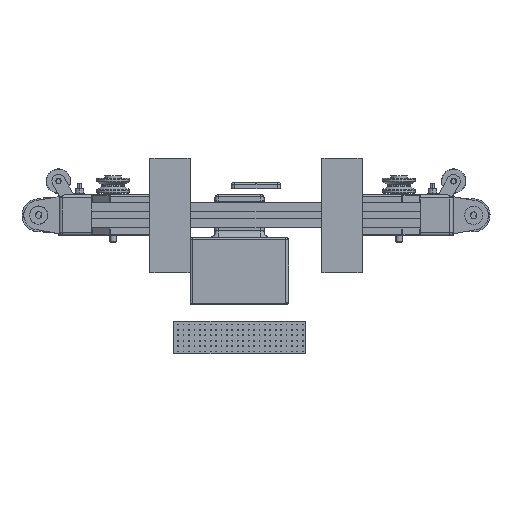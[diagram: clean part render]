
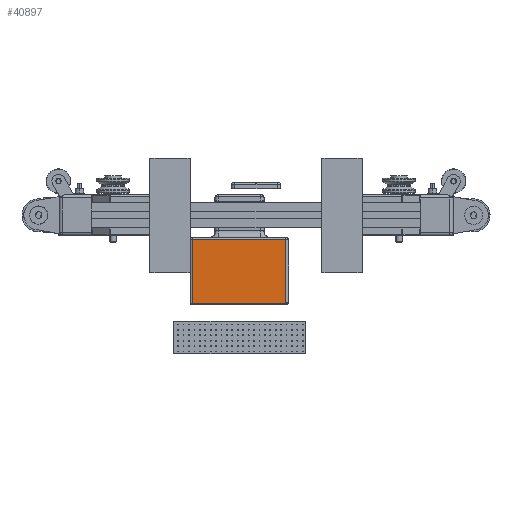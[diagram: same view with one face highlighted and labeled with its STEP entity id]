
A CAD part, front view. The second image highlights one B-rep face of the part: STEP entity #40897.
In plain terms, the highlighted planar face has unit normal (0, -1, 0).
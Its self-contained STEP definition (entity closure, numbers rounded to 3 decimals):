
#39206=DIRECTION('',(0.,0.,-1.));
#39207=VECTOR('',#39206,78.);
#39208=CARTESIAN_POINT('',(57.8,0.,
39.));
#39209=LINE('',#39208,#39207);
#39210=DIRECTION('',(-1.,0.,
0.));
#39211=VECTOR('',#39210,113.8);
#39212=CARTESIAN_POINT('',(57.8,0.,
-39.));
#39213=LINE('',#39212,#39211);
#39214=DIRECTION('',(0.,0.,1.));
#39215=VECTOR('',#39214,78.);
#39216=CARTESIAN_POINT('',(-56.,0.,
-39.));
#39217=LINE('',#39216,#39215);
#39218=DIRECTION('',(1.,0.,0.));
#39219=VECTOR('',#39218,113.8);
#39220=CARTESIAN_POINT('',(-56.,0.,
39.));
#39221=LINE('',#39220,#39219);
#40678=CARTESIAN_POINT('',(-56.,0.,
-39.));
#40679=CARTESIAN_POINT('',(-56.,0.,
39.));
#40680=VERTEX_POINT('',#40678);
#40681=VERTEX_POINT('',#40679);
#40844=CARTESIAN_POINT('',(57.8,0.,
39.));
#40845=CARTESIAN_POINT('',(57.8,0.,
-39.));
#40846=VERTEX_POINT('',#40844);
#40847=VERTEX_POINT('',#40845);
#40882=CARTESIAN_POINT('',(0.,0.,0.));
#40883=DIRECTION('',(0.,1.,0.));
#40884=DIRECTION('',(1.,0.,0.));
#40885=AXIS2_PLACEMENT_3D('',#40882,#40883,#40884);
#40886=PLANE('',#40885);
#40888=ORIENTED_EDGE('',*,*,#40887,.T.);
#40890=ORIENTED_EDGE('',*,*,#40889,.T.);
#40892=ORIENTED_EDGE('',*,*,#40891,.T.);
#40894=ORIENTED_EDGE('',*,*,#40893,.T.);
#40895=EDGE_LOOP('',(#40888,#40890,#40892,#40894));
#40896=FACE_OUTER_BOUND('',#40895,.F.);
#40897=ADVANCED_FACE('',(#40896),#40886,.F.);
#40887=EDGE_CURVE('',#40846,#40847,#39209,.T.);
#40889=EDGE_CURVE('',#40847,#40680,#39213,.T.);
#40891=EDGE_CURVE('',#40680,#40681,#39217,.T.);
#40893=EDGE_CURVE('',#40681,#40846,#39221,.T.);
